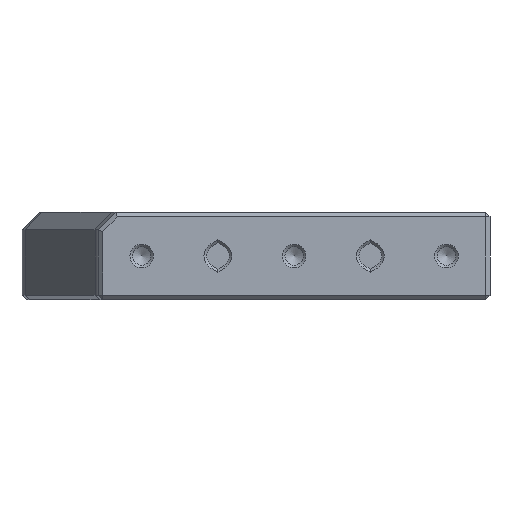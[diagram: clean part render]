
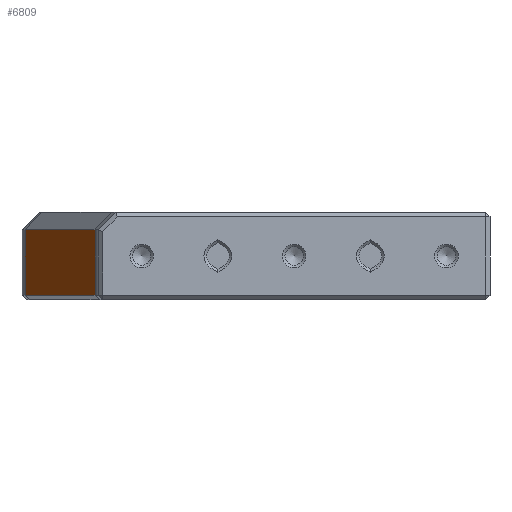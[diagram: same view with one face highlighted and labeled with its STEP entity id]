
A CAD part, front view. The second image highlights one B-rep face of the part: STEP entity #6809.
In plain terms, the highlighted planar face has unit normal (-0.939, -0.343, 0).
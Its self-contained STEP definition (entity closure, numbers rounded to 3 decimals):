
#1413 = PLANE('',#1414);
#1414 = AXIS2_PLACEMENT_3D('',#1415,#1416,#1417);
#1415 = CARTESIAN_POINT('',(-37.801,66.052,0.5));
#1416 = DIRECTION('',(-0.664,-0.243,-0.707));
#1417 = DIRECTION('',(0.343,-0.939,0.)
  );
#2244 = PLANE('',#2245);
#2245 = AXIS2_PLACEMENT_3D('',#2246,#2247,#2248);
#2246 = CARTESIAN_POINT('',(-36.392,66.567,18.));
#2247 = DIRECTION('',(0.664,0.243,-0.707));
#2248 = DIRECTION('',(-0.343,0.939,0.
    ));
#3350 = VERTEX_POINT('',#3351);
#3351 = CARTESIAN_POINT('',(-38.271,65.88,1.));
#3387 = CYLINDRICAL_SURFACE('',#3388,12.);
#3388 = AXIS2_PLACEMENT_3D('',#3389,#3390,#3391);
#3389 = CARTESIAN_POINT('',(-27.,70.,0.));
#3390 = DIRECTION('',(-0.,-0.,-1.));
#3391 = DIRECTION('',(1.,0.,0.));
#3405 = VERTEX_POINT('',#3406);
#3406 = CARTESIAN_POINT('',(-22.229,21.995,1.));
#3427 = EDGE_CURVE('',#3350,#3405,#3428,.T.);
#3428 = SURFACE_CURVE('',#3429,(#3433,#3440),.PCURVE_S1.);
#3429 = LINE('',#3430,#3431);
#3430 = CARTESIAN_POINT('',(-38.271,65.88,1.));
#3431 = VECTOR('',#3432,1.);
#3432 = DIRECTION('',(0.343,-0.939,0.));
#3433 = PCURVE('',#1413,#3434);
#3434 = DEFINITIONAL_REPRESENTATION('',(#3435),#3439);
#3435 = LINE('',#3436,#3437);
#3436 = CARTESIAN_POINT('',(0.,0.707));
#3437 = VECTOR('',#3438,1.);
#3438 = DIRECTION('',(1.,0.));
#3439 = ( GEOMETRIC_REPRESENTATION_CONTEXT(2) 
PARAMETRIC_REPRESENTATION_CONTEXT() REPRESENTATION_CONTEXT('2D SPACE',''
  ) );
#3440 = PCURVE('',#3441,#3446);
#3441 = PLANE('',#3442);
#3442 = AXIS2_PLACEMENT_3D('',#3443,#3444,#3445);
#3443 = CARTESIAN_POINT('',(-38.271,65.88,0.));
#3444 = DIRECTION('',(0.939,0.343,0.));
#3445 = DIRECTION('',(0.343,-0.939,0.));
#3446 = DEFINITIONAL_REPRESENTATION('',(#3447),#3451);
#3447 = LINE('',#3448,#3449);
#3448 = CARTESIAN_POINT('',(0.,-1.));
#3449 = VECTOR('',#3450,1.);
#3450 = DIRECTION('',(1.,0.));
#3451 = ( GEOMETRIC_REPRESENTATION_CONTEXT(2) 
PARAMETRIC_REPRESENTATION_CONTEXT() REPRESENTATION_CONTEXT('2D SPACE',''
  ) );
#3528 = CYLINDRICAL_SURFACE('',#3529,12.);
#3529 = AXIS2_PLACEMENT_3D('',#3530,#3531,#3532);
#3530 = CARTESIAN_POINT('',(-33.5,17.876,0.));
#3531 = DIRECTION('',(-0.,-0.,-1.));
#3532 = DIRECTION('',(1.,0.,0.));
#4326 = VERTEX_POINT('',#4327);
#4327 = CARTESIAN_POINT('',(-22.229,21.995,16.));
#4403 = VERTEX_POINT('',#4404);
#4404 = CARTESIAN_POINT('',(-38.271,65.88,16.));
#4425 = EDGE_CURVE('',#4403,#4326,#4426,.T.);
#4426 = SURFACE_CURVE('',#4427,(#4431,#4438),.PCURVE_S1.);
#4427 = LINE('',#4428,#4429);
#4428 = CARTESIAN_POINT('',(-38.271,65.88,16.));
#4429 = VECTOR('',#4430,1.);
#4430 = DIRECTION('',(0.343,-0.939,0.));
#4431 = PCURVE('',#2244,#4432);
#4432 = DEFINITIONAL_REPRESENTATION('',(#4433),#4437);
#4433 = LINE('',#4434,#4435);
#4434 = CARTESIAN_POINT('',(0.,-2.828));
#4435 = VECTOR('',#4436,1.);
#4436 = DIRECTION('',(-1.,0.));
#4437 = ( GEOMETRIC_REPRESENTATION_CONTEXT(2) 
PARAMETRIC_REPRESENTATION_CONTEXT() REPRESENTATION_CONTEXT('2D SPACE',''
  ) );
#4438 = PCURVE('',#3441,#4439);
#4439 = DEFINITIONAL_REPRESENTATION('',(#4440),#4444);
#4440 = LINE('',#4441,#4442);
#4441 = CARTESIAN_POINT('',(0.,-16.));
#4442 = VECTOR('',#4443,1.);
#4443 = DIRECTION('',(1.,0.));
#4444 = ( GEOMETRIC_REPRESENTATION_CONTEXT(2) 
PARAMETRIC_REPRESENTATION_CONTEXT() REPRESENTATION_CONTEXT('2D SPACE',''
  ) );
#6788 = EDGE_CURVE('',#3350,#4403,#6789,.T.);
#6789 = SURFACE_CURVE('',#6790,(#6794,#6801),.PCURVE_S1.);
#6790 = LINE('',#6791,#6792);
#6791 = CARTESIAN_POINT('',(-38.271,65.88,0.));
#6792 = VECTOR('',#6793,1.);
#6793 = DIRECTION('',(0.,0.,1.));
#6794 = PCURVE('',#3387,#6795);
#6795 = DEFINITIONAL_REPRESENTATION('',(#6796),#6800);
#6796 = LINE('',#6797,#6798);
#6797 = CARTESIAN_POINT('',(-3.492,0.));
#6798 = VECTOR('',#6799,1.);
#6799 = DIRECTION('',(-0.,-1.));
#6800 = ( GEOMETRIC_REPRESENTATION_CONTEXT(2) 
PARAMETRIC_REPRESENTATION_CONTEXT() REPRESENTATION_CONTEXT('2D SPACE',''
  ) );
#6801 = PCURVE('',#3441,#6802);
#6802 = DEFINITIONAL_REPRESENTATION('',(#6803),#6807);
#6803 = LINE('',#6804,#6805);
#6804 = CARTESIAN_POINT('',(0.,0.));
#6805 = VECTOR('',#6806,1.);
#6806 = DIRECTION('',(0.,-1.));
#6807 = ( GEOMETRIC_REPRESENTATION_CONTEXT(2) 
PARAMETRIC_REPRESENTATION_CONTEXT() REPRESENTATION_CONTEXT('2D SPACE',''
  ) );
#6809 = ADVANCED_FACE('',(#6810),#3441,.F.);
#6810 = FACE_BOUND('',#6811,.F.);
#6811 = EDGE_LOOP('',(#6812,#6813,#6814,#6835));
#6812 = ORIENTED_EDGE('',*,*,#6788,.T.);
#6813 = ORIENTED_EDGE('',*,*,#4425,.T.);
#6814 = ORIENTED_EDGE('',*,*,#6815,.F.);
#6815 = EDGE_CURVE('',#3405,#4326,#6816,.T.);
#6816 = SURFACE_CURVE('',#6817,(#6821,#6828),.PCURVE_S1.);
#6817 = LINE('',#6818,#6819);
#6818 = CARTESIAN_POINT('',(-22.229,21.995,0.));
#6819 = VECTOR('',#6820,1.);
#6820 = DIRECTION('',(0.,0.,1.));
#6821 = PCURVE('',#3441,#6822);
#6822 = DEFINITIONAL_REPRESENTATION('',(#6823),#6827);
#6823 = LINE('',#6824,#6825);
#6824 = CARTESIAN_POINT('',(46.725,0.));
#6825 = VECTOR('',#6826,1.);
#6826 = DIRECTION('',(0.,-1.));
#6827 = ( GEOMETRIC_REPRESENTATION_CONTEXT(2) 
PARAMETRIC_REPRESENTATION_CONTEXT() REPRESENTATION_CONTEXT('2D SPACE',''
  ) );
#6828 = PCURVE('',#3528,#6829);
#6829 = DEFINITIONAL_REPRESENTATION('',(#6830),#6834);
#6830 = LINE('',#6831,#6832);
#6831 = CARTESIAN_POINT('',(-0.35,0.));
#6832 = VECTOR('',#6833,1.);
#6833 = DIRECTION('',(-0.,-1.));
#6834 = ( GEOMETRIC_REPRESENTATION_CONTEXT(2) 
PARAMETRIC_REPRESENTATION_CONTEXT() REPRESENTATION_CONTEXT('2D SPACE',''
  ) );
#6835 = ORIENTED_EDGE('',*,*,#3427,.F.);
